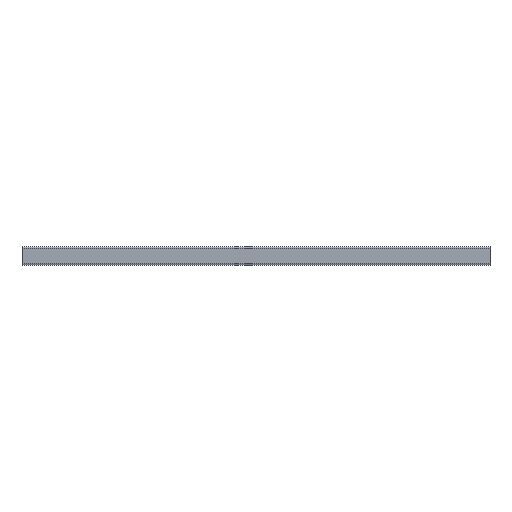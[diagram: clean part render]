
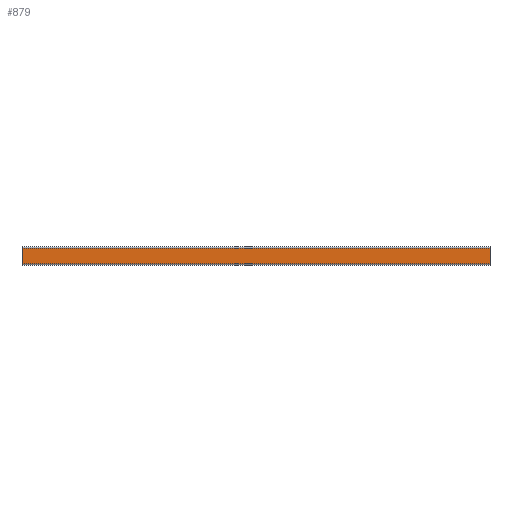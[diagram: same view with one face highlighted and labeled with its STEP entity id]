
A CAD part, top view. The second image highlights one B-rep face of the part: STEP entity #879.
In plain terms, the highlighted planar face has unit normal (0, 0, 1).
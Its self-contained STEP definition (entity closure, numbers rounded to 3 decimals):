
#171 = AXIS2_PLACEMENT_3D ( 'NONE', #1917, #1920, #1921 ) ;
#508 = CARTESIAN_POINT ( 'NONE',  ( -1000., -17., 20. ) ) ;
#765 = VECTOR ( 'NONE', #2235, 1000. ) ;
#786 = VERTEX_POINT ( 'NONE', #1625 ) ;
#793 = VERTEX_POINT ( 'NONE', #1632 ) ;
#805 = VERTEX_POINT ( 'NONE', #1643 ) ;
#879 = ADVANCED_FACE ( 'NONE', ( #3615 ), #1918, .T. ) ;
#948 = EDGE_CURVE ( 'NONE', #786, #805, #3702, .T. ) ;
#986 = EDGE_CURVE ( 'NONE', #1225, #805, #3761, .T. ) ;
#1002 = EDGE_CURVE ( 'NONE', #793, #786, #3793, .T. ) ;
#1030 = EDGE_CURVE ( 'NONE', #1225, #793, #3845, .T. ) ;
#1225 = VERTEX_POINT ( 'NONE', #508 ) ;
#1625 = CARTESIAN_POINT ( 'NONE',  ( 0., 17., 20. ) ) ;
#1632 = CARTESIAN_POINT ( 'NONE',  ( -1000., 17., 20. ) ) ;
#1643 = CARTESIAN_POINT ( 'NONE',  ( 0., -17., 20. ) ) ;
#1917 = CARTESIAN_POINT ( 'NONE',  ( -1056.569, 17., 20. ) ) ;
#1918 = PLANE ( 'NONE',  #171 ) ;
#1920 = DIRECTION ( 'NONE',  ( 0., 0., 1. ) ) ;
#1921 = DIRECTION ( 'NONE',  ( 1., 0., 0. ) ) ;
#2155 = CARTESIAN_POINT ( 'NONE',  ( 0., 17., 20. ) ) ;
#2156 = DIRECTION ( 'NONE',  ( 0., -1., 0. ) ) ;
#2222 = CARTESIAN_POINT ( 'NONE',  ( -1056.569, -17., 20. ) ) ;
#2235 = DIRECTION ( 'NONE',  ( 1., 0., 0. ) ) ;
#2268 = CARTESIAN_POINT ( 'NONE',  ( -1056.569, 17., 20. ) ) ;
#2269 = DIRECTION ( 'NONE',  ( 1., 0., 0. ) ) ;
#2327 = CARTESIAN_POINT ( 'NONE',  ( -1000., 17., 20. ) ) ;
#2328 = DIRECTION ( 'NONE',  ( 0., 1., 0. ) ) ;
#3099 = EDGE_LOOP ( 'NONE', ( #3218, #3220, #3221, #3222 ) ) ;
#3218 = ORIENTED_EDGE ( 'NONE', *, *, #1030, .F. ) ;
#3220 = ORIENTED_EDGE ( 'NONE', *, *, #986, .T. ) ;
#3221 = ORIENTED_EDGE ( 'NONE', *, *, #948, .F. ) ;
#3222 = ORIENTED_EDGE ( 'NONE', *, *, #1002, .F. ) ;
#3615 = FACE_OUTER_BOUND ( 'NONE', #3099, .T. ) ;
#3702 = LINE ( 'NONE', #2155, #3703 ) ;
#3703 = VECTOR ( 'NONE', #2156, 1000. ) ;
#3761 = LINE ( 'NONE', #2222, #765 ) ;
#3793 = LINE ( 'NONE', #2268, #3794 ) ;
#3794 = VECTOR ( 'NONE', #2269, 1000. ) ;
#3845 = LINE ( 'NONE', #2327, #3846 ) ;
#3846 = VECTOR ( 'NONE', #2328, 1000. ) ;
